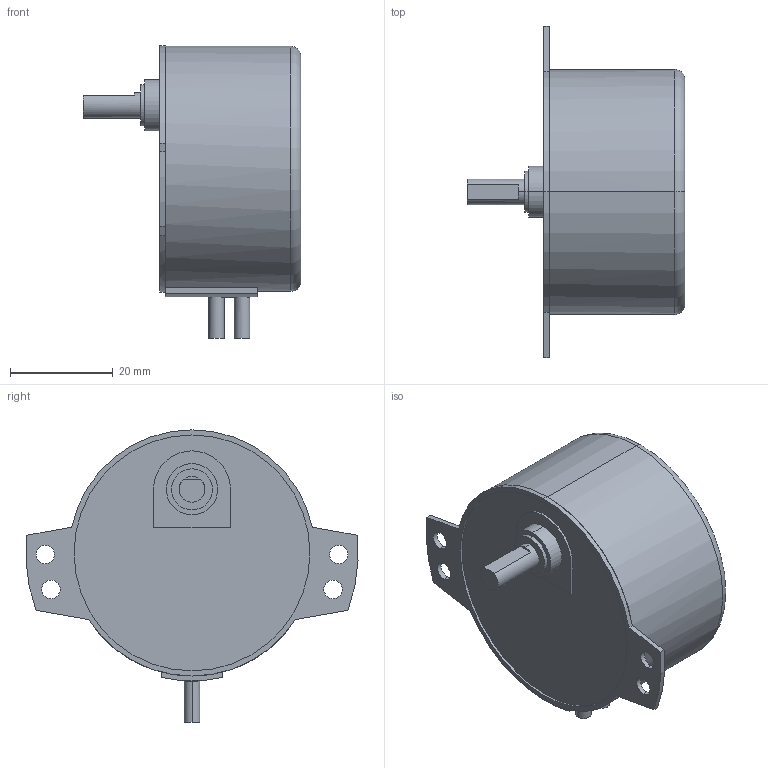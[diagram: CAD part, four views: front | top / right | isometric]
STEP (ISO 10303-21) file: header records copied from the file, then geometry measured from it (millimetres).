
FILE_DESCRIPTION(('starvars output'),'2;1');
FILE_NAME('sr48g.stp','13:23:29 2014/09/11',( 'Thomas Industrial Network Germany GmbH'),( 'Thomas Industrial Network Germany GmbH'),'unknown preprocess','ACIS' ,'unknown authorization');
FILE_SCHEMA(('AUTOMOTIVE_DESIGN_CC2 {UNKNOWN IMPLEMENTATION LEVEL}'));
Length unit declared in the file: millimetre
Products named in the file (1): PRODUCT_ID_3
Bounding box: 42.5 x 64.73 x 57 mm (x, y, z)
Volume: 49585 mm3; surface area: 8778.7 mm2
Topology: 1 solids, 1 shells, 56 faces, 139 edges, 92 vertices
Faces by surface type: cylinder 31, plane 23, torus 2
Entity records: 2057 total; most frequent: CARTESIAN_POINT 308, ORIENTED_EDGE 278, DIRECTION 217, EDGE_CURVE 139, VERTEX_POINT 92, AXIS2_PLACEMENT_3D 77, EDGE_LOOP 71, FACE_BOUND 71
